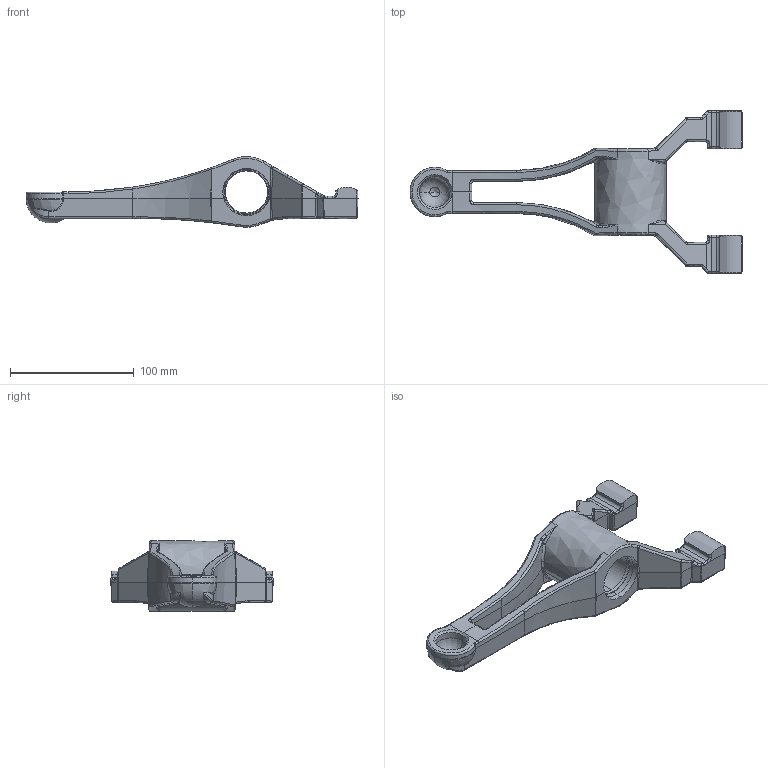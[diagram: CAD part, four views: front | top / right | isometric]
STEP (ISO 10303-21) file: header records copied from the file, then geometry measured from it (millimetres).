
FILE_DESCRIPTION(('Model'),'1');
FILE_NAME('Euclid Shape Model','2001-05-10T16:15:24',('Author'),( 'MATRA-DATAVISION'),'CASCADE STEP processor V4.0', 'MATRA-DATAVISION CASCADE OL 4.0','Unknown');
FILE_SCHEMA(('AUTOMOTIVE_DESIGN { 1 2 10303 214 0 1 1 1 }'));
Length unit declared in the file: millimetre
Products named in the file (1): SOLID
Bounding box: 268.01 x 131 x 57 mm (x, y, z)
Volume: 272034.8 mm3; surface area: 59960.5 mm2
Topology: 1 solids, 1 shells, 415 faces, 1178 edges, 748 vertices
Faces by surface type: bspline 339, plane 76
Entity records: 23611 total; most frequent: CARTESIAN_POINT 16060, ORIENTED_EDGE 2322, EDGE_CURVE 1161, B_SPLINE_CURVE_WITH_KNOTS 1161, VERTEX_POINT 747, FACE_BOUND 416, EDGE_LOOP 416, ADVANCED_FACE 414
